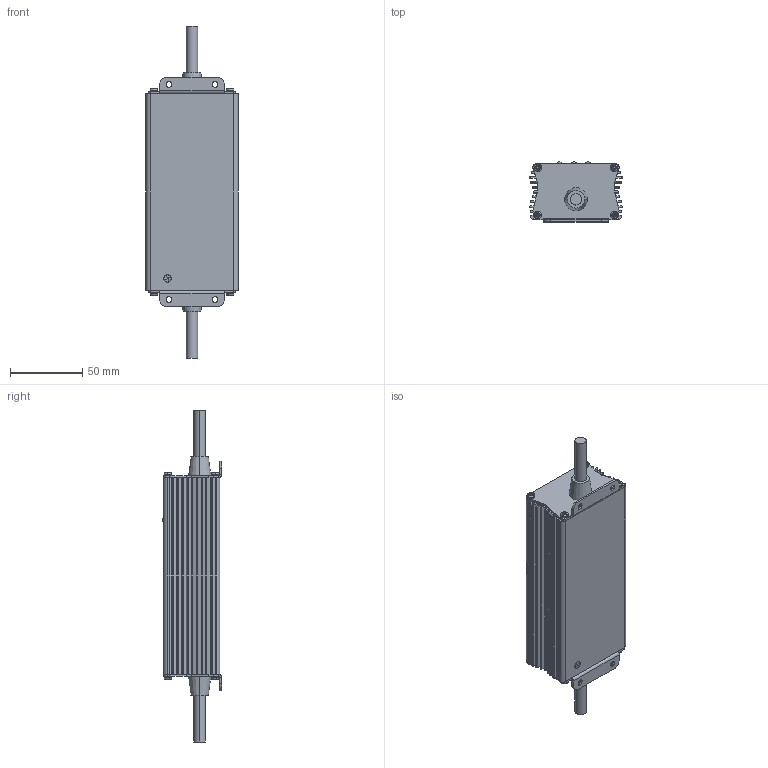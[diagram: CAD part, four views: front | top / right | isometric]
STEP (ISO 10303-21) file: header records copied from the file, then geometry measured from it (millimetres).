
FILE_DESCRIPTION (( 'STEP AP214' ), '1' );
FILE_NAME ('LSE-20170217.STEP', '2017-03-17T09:06:25', ( 'Alan Lee' ), ( '' ), 'SwSTEP 2.0', 'SolidWorks 2014', '' );
FILE_SCHEMA (( 'AUTOMOTIVE_DESIGN' ));
Length unit declared in the file: millimetre
Products named in the file (8): 660-0097-FMS_M3_6L; LEAD-30; 841-3106_M3-6L; LEAD-18; LSE Endplate-20170317_SR; LSE-SR-1; LSE CHASSIS-20161219; LSE-20170217
Assembly tree (17 placements, depth 2):
  LSE-20170217
    LSE CHASSIS-20161219
    LSE Endplate-20170317_SR  x2
    LEAD-18  x2
    LEAD-30
    841-3106_M3-6L  x8
    LSE-SR-1  x2
    660-0097-FMS_M3_6L
Bounding box: 64 x 41.5 x 230.42 mm (x, y, z)
Volume: 83070 mm3; surface area: 88626 mm2
Topology: 17 solids, 17 shells, 892 faces, 2463 edges, 1625 vertices
Faces by surface type: cylinder 421, plane 349, cone 70, bspline 26, torus 20, sphere 6
Entity records: 17992 total; most frequent: CARTESIAN_POINT 7356, ORIENTED_EDGE 2222, DIRECTION 2120, EDGE_CURVE 1111, AXIS2_PLACEMENT_3D 753, VERTEX_POINT 735, LINE 614, VECTOR 614
